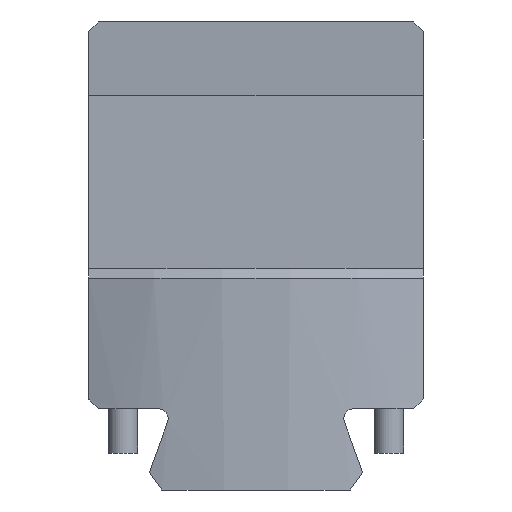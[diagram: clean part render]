
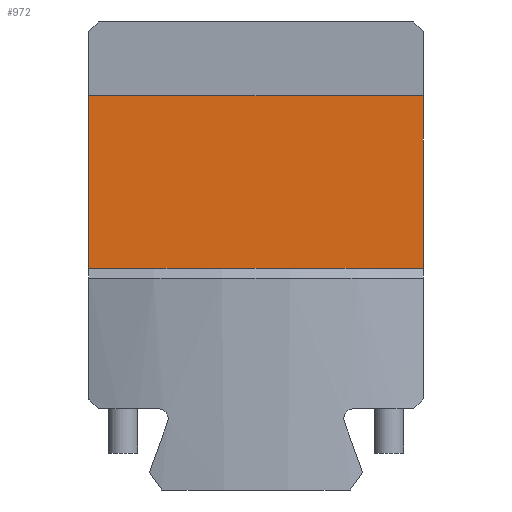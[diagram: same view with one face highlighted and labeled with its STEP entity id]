
A CAD part, left-side view. The second image highlights one B-rep face of the part: STEP entity #972.
In plain terms, the highlighted planar face has unit normal (-1, 0, 0).
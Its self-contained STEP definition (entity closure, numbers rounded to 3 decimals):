
#410=VERTEX_POINT('NONE',#1140);
#412=EDGE_CURVE('NONE',#920,#854,#1142,.T.);
#436=VERTEX_POINT('NONE',#1174);
#496=EDGE_CURVE('NONE',#436,#920,#1242,.T.);
#600=EDGE_CURVE('NONE',#436,#410,#1356,.T.);
#854=VERTEX_POINT('NONE',#1641);
#920=VERTEX_POINT('NONE',#1710);
#924=EDGE_CURVE('NONE',#410,#854,#1714,.T.);
#972=ADVANCED_FACE('NONE',(#1771),#1772,.F.);
#1140=CARTESIAN_POINT('',(-290.0,-34.0,0.0));
#1142=LINE('',#1988,#1989);
#1174=CARTESIAN_POINT('',(-290.0,34.0,0.0));
#1242=LINE('',#2116,#2117);
#1356=LINE('',#2263,#2264);
#1641=CARTESIAN_POINT('',(-290.0,-34.0,35.0));
#1710=CARTESIAN_POINT('',(-290.0,34.0,35.0));
#1714=LINE('',#2858,#2859);
#1771=FACE_OUTER_BOUND('',#2959,.T.);
#1772=PLANE('',#2960);
#1988=CARTESIAN_POINT('',(-290.0,34.0,35.0));
#1989=VECTOR('',#3241,1000.0);
#2116=CARTESIAN_POINT('',(-290.0,34.0,0.0));
#2117=VECTOR('',#3398,1000.0);
#2263=CARTESIAN_POINT('',(-290.0,34.0,0.0));
#2264=VECTOR('',#3517,1000.0);
#2858=CARTESIAN_POINT('',(-290.0,-34.0,0.0));
#2859=VECTOR('',#3885,1000.0);
#2959=EDGE_LOOP('',(#3960,#3961,#3962,#3963));
#2960=AXIS2_PLACEMENT_3D('',#3964,#3965,#3966);
#3241=DIRECTION('',(0.0,-1.0,0.0));
#3398=DIRECTION('',(0.0,0.0,1.0));
#3517=DIRECTION('',(0.0,-1.0,0.0));
#3885=DIRECTION('',(0.0,0.0,1.0));
#3960=ORIENTED_EDGE('',*,*,#924,.T.);
#3961=ORIENTED_EDGE('',*,*,#412,.F.);
#3962=ORIENTED_EDGE('',*,*,#496,.F.);
#3963=ORIENTED_EDGE('',*,*,#600,.T.);
#3964=CARTESIAN_POINT('',(-290.0,34.0,0.0));
#3965=DIRECTION('',(1.0,0.0,0.0));
#3966=DIRECTION('',(0.0,-1.0,-0.0));
